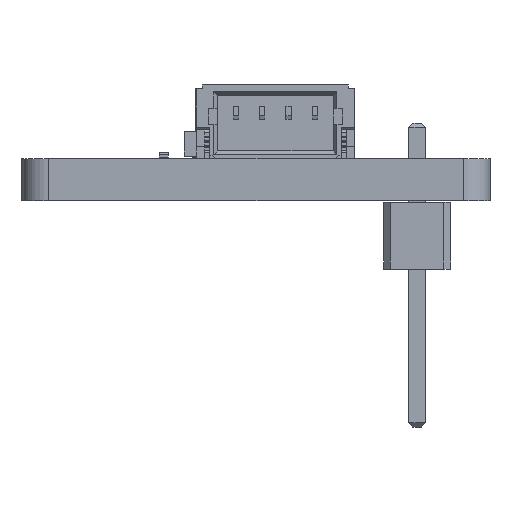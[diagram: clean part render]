
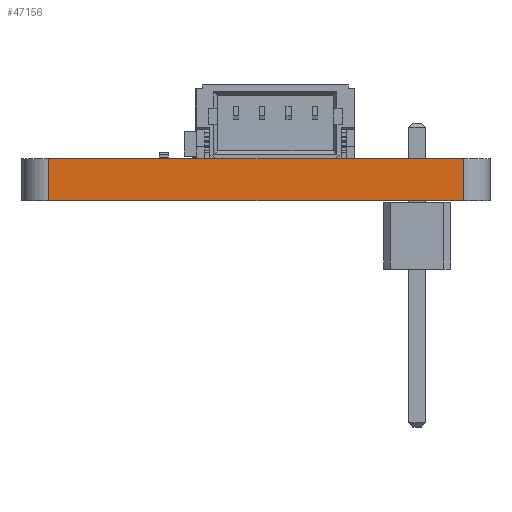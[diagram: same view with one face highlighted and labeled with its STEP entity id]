
A CAD part, left-side view. The second image highlights one B-rep face of the part: STEP entity #47156.
In plain terms, the highlighted planar face has unit normal (-1, 0, 0).
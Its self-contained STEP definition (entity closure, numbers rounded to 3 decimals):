
#45520 = PLANE('',#45521);
#45521 = AXIS2_PLACEMENT_3D('',#45522,#45523,#45524);
#45522 = CARTESIAN_POINT('',(124.46,-85.09,1.6));
#45523 = DIRECTION('',(0.,0.,1.));
#45524 = DIRECTION('',(1.,0.,0.));
#45548 = CYLINDRICAL_SURFACE('',#45549,1.016);
#45549 = AXIS2_PLACEMENT_3D('',#45550,#45551,#45552);
#45550 = CARTESIAN_POINT('',(112.776,-77.216,0.));
#45551 = DIRECTION('',(0.,0.,-1.));
#45552 = DIRECTION('',(1.,0.,0.));
#45574 = PLANE('',#45575);
#45575 = AXIS2_PLACEMENT_3D('',#45576,#45577,#45578);
#45576 = CARTESIAN_POINT('',(124.46,-85.09,0.));
#45577 = DIRECTION('',(0.,0.,1.));
#45578 = DIRECTION('',(1.,0.,0.));
#45669 = VERTEX_POINT('',#45670);
#45670 = CARTESIAN_POINT('',(111.76,-77.216,1.6));
#45692 = EDGE_CURVE('',#45693,#45669,#45695,.T.);
#45693 = VERTEX_POINT('',#45694);
#45694 = CARTESIAN_POINT('',(111.76,-77.216,0.));
#45695 = SURFACE_CURVE('',#45696,(#45700,#45707),.PCURVE_S1.);
#45696 = LINE('',#45697,#45698);
#45697 = CARTESIAN_POINT('',(111.76,-77.216,0.));
#45698 = VECTOR('',#45699,1.);
#45699 = DIRECTION('',(0.,0.,1.));
#45700 = PCURVE('',#45548,#45701);
#45701 = DEFINITIONAL_REPRESENTATION('',(#45702),#45706);
#45702 = LINE('',#45703,#45704);
#45703 = CARTESIAN_POINT('',(-3.142,0.));
#45704 = VECTOR('',#45705,1.);
#45705 = DIRECTION('',(0.,-1.));
#45706 = ( GEOMETRIC_REPRESENTATION_CONTEXT(2) 
PARAMETRIC_REPRESENTATION_CONTEXT() REPRESENTATION_CONTEXT('2D SPACE',''
  ) );
#45707 = PCURVE('',#45708,#45713);
#45708 = PLANE('',#45709);
#45709 = AXIS2_PLACEMENT_3D('',#45710,#45711,#45712);
#45710 = CARTESIAN_POINT('',(111.76,-77.216,0.));
#45711 = DIRECTION('',(1.,0.,0.));
#45712 = DIRECTION('',(0.,-1.,0.));
#45713 = DEFINITIONAL_REPRESENTATION('',(#45714),#45718);
#45714 = LINE('',#45715,#45716);
#45715 = CARTESIAN_POINT('',(0.,0.));
#45716 = VECTOR('',#45717,1.);
#45717 = DIRECTION('',(0.,-1.));
#45718 = ( GEOMETRIC_REPRESENTATION_CONTEXT(2) 
PARAMETRIC_REPRESENTATION_CONTEXT() REPRESENTATION_CONTEXT('2D SPACE',''
  ) );
#45747 = EDGE_CURVE('',#45693,#45748,#45750,.T.);
#45748 = VERTEX_POINT('',#45749);
#45749 = CARTESIAN_POINT('',(111.76,-92.964,0.));
#45750 = SURFACE_CURVE('',#45751,(#45755,#45762),.PCURVE_S1.);
#45751 = LINE('',#45752,#45753);
#45752 = CARTESIAN_POINT('',(111.76,-77.216,0.));
#45753 = VECTOR('',#45754,1.);
#45754 = DIRECTION('',(0.,-1.,0.));
#45755 = PCURVE('',#45574,#45756);
#45756 = DEFINITIONAL_REPRESENTATION('',(#45757),#45761);
#45757 = LINE('',#45758,#45759);
#45758 = CARTESIAN_POINT('',(-12.7,7.874));
#45759 = VECTOR('',#45760,1.);
#45760 = DIRECTION('',(0.,-1.));
#45761 = ( GEOMETRIC_REPRESENTATION_CONTEXT(2) 
PARAMETRIC_REPRESENTATION_CONTEXT() REPRESENTATION_CONTEXT('2D SPACE',''
  ) );
#45762 = PCURVE('',#45708,#45763);
#45763 = DEFINITIONAL_REPRESENTATION('',(#45764),#45768);
#45764 = LINE('',#45765,#45766);
#45765 = CARTESIAN_POINT('',(0.,0.));
#45766 = VECTOR('',#45767,1.);
#45767 = DIRECTION('',(1.,0.));
#45768 = ( GEOMETRIC_REPRESENTATION_CONTEXT(2) 
PARAMETRIC_REPRESENTATION_CONTEXT() REPRESENTATION_CONTEXT('2D SPACE',''
  ) );
#45787 = CYLINDRICAL_SURFACE('',#45788,1.016);
#45788 = AXIS2_PLACEMENT_3D('',#45789,#45790,#45791);
#45789 = CARTESIAN_POINT('',(112.776,-92.964,0.));
#45790 = DIRECTION('',(0.,0.,-1.));
#45791 = DIRECTION('',(1.,0.,0.));
#46501 = EDGE_CURVE('',#45669,#46502,#46504,.T.);
#46502 = VERTEX_POINT('',#46503);
#46503 = CARTESIAN_POINT('',(111.76,-92.964,1.6));
#46504 = SURFACE_CURVE('',#46505,(#46509,#46516),.PCURVE_S1.);
#46505 = LINE('',#46506,#46507);
#46506 = CARTESIAN_POINT('',(111.76,-77.216,1.6));
#46507 = VECTOR('',#46508,1.);
#46508 = DIRECTION('',(0.,-1.,0.));
#46509 = PCURVE('',#45520,#46510);
#46510 = DEFINITIONAL_REPRESENTATION('',(#46511),#46515);
#46511 = LINE('',#46512,#46513);
#46512 = CARTESIAN_POINT('',(-12.7,7.874));
#46513 = VECTOR('',#46514,1.);
#46514 = DIRECTION('',(0.,-1.));
#46515 = ( GEOMETRIC_REPRESENTATION_CONTEXT(2) 
PARAMETRIC_REPRESENTATION_CONTEXT() REPRESENTATION_CONTEXT('2D SPACE',''
  ) );
#46516 = PCURVE('',#45708,#46517);
#46517 = DEFINITIONAL_REPRESENTATION('',(#46518),#46522);
#46518 = LINE('',#46519,#46520);
#46519 = CARTESIAN_POINT('',(0.,-1.6));
#46520 = VECTOR('',#46521,1.);
#46521 = DIRECTION('',(1.,0.));
#46522 = ( GEOMETRIC_REPRESENTATION_CONTEXT(2) 
PARAMETRIC_REPRESENTATION_CONTEXT() REPRESENTATION_CONTEXT('2D SPACE',''
  ) );
#47156 = ADVANCED_FACE('',(#47157),#45708,.F.);
#47157 = FACE_BOUND('',#47158,.F.);
#47158 = EDGE_LOOP('',(#47159,#47160,#47161,#47182));
#47159 = ORIENTED_EDGE('',*,*,#45692,.T.);
#47160 = ORIENTED_EDGE('',*,*,#46501,.T.);
#47161 = ORIENTED_EDGE('',*,*,#47162,.F.);
#47162 = EDGE_CURVE('',#45748,#46502,#47163,.T.);
#47163 = SURFACE_CURVE('',#47164,(#47168,#47175),.PCURVE_S1.);
#47164 = LINE('',#47165,#47166);
#47165 = CARTESIAN_POINT('',(111.76,-92.964,0.));
#47166 = VECTOR('',#47167,1.);
#47167 = DIRECTION('',(0.,0.,1.));
#47168 = PCURVE('',#45708,#47169);
#47169 = DEFINITIONAL_REPRESENTATION('',(#47170),#47174);
#47170 = LINE('',#47171,#47172);
#47171 = CARTESIAN_POINT('',(15.748,0.));
#47172 = VECTOR('',#47173,1.);
#47173 = DIRECTION('',(0.,-1.));
#47174 = ( GEOMETRIC_REPRESENTATION_CONTEXT(2) 
PARAMETRIC_REPRESENTATION_CONTEXT() REPRESENTATION_CONTEXT('2D SPACE',''
  ) );
#47175 = PCURVE('',#45787,#47176);
#47176 = DEFINITIONAL_REPRESENTATION('',(#47177),#47181);
#47177 = LINE('',#47178,#47179);
#47178 = CARTESIAN_POINT('',(-3.142,0.));
#47179 = VECTOR('',#47180,1.);
#47180 = DIRECTION('',(0.,-1.));
#47181 = ( GEOMETRIC_REPRESENTATION_CONTEXT(2) 
PARAMETRIC_REPRESENTATION_CONTEXT() REPRESENTATION_CONTEXT('2D SPACE',''
  ) );
#47182 = ORIENTED_EDGE('',*,*,#45747,.F.);
